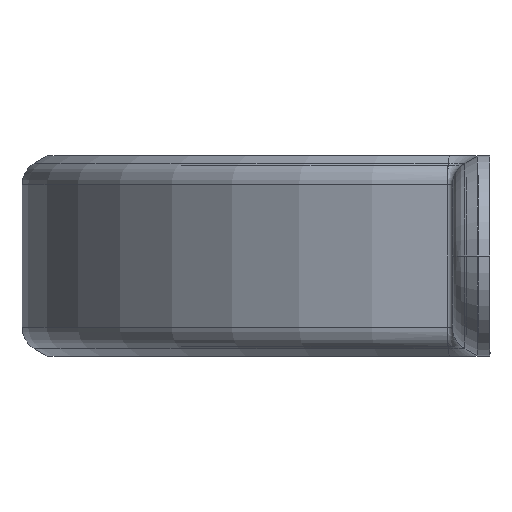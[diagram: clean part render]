
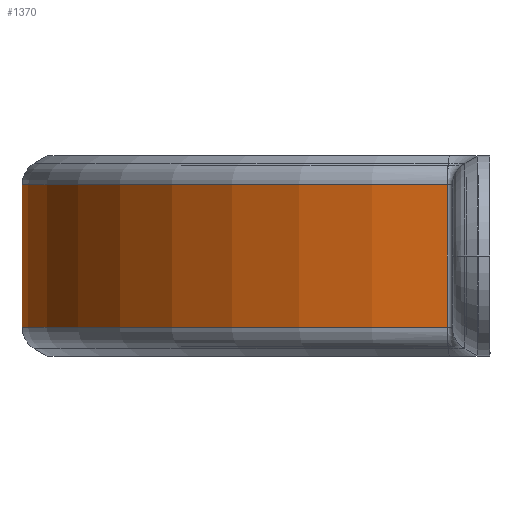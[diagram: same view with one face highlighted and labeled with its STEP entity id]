
A CAD part, left-side view. The second image highlights one B-rep face of the part: STEP entity #1370.
In plain terms, the highlighted cylindrical face has radius 73.928 mm (diameter 147.857 mm), a partial arc.
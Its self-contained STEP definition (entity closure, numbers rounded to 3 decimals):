
#30 = CARTESIAN_POINT ( 'NONE',  ( 0., 0., -11.381 ) ) ;
#31 = ORIENTED_EDGE ( 'NONE', *, *, #2837, .T. ) ;
#36 = DIRECTION ( 'NONE',  ( -1., 0., 0. ) ) ;
#60 = DIRECTION ( 'NONE',  ( 1., 0., 0. ) ) ;
#76 = DIRECTION ( 'NONE',  ( -1., 0., 0. ) ) ;
#97 = CARTESIAN_POINT ( 'NONE',  ( 73.691, 5.926, -11.381 ) ) ;
#106 = DIRECTION ( 'NONE',  ( -1., 0., 0. ) ) ;
#110 = DIRECTION ( 'NONE',  ( 0., 0., -1. ) ) ;
#224 = CARTESIAN_POINT ( 'NONE',  ( 0., 73.928, 11.381 ) ) ;
#231 = AXIS2_PLACEMENT_3D ( 'NONE', #1033, #2443, #106 ) ;
#280 = CARTESIAN_POINT ( 'NONE',  ( 0., 0., 11.381 ) ) ;
#318 = EDGE_CURVE ( 'NONE', #1819, #1416, #1320, .T. ) ;
#366 = DIRECTION ( 'NONE',  ( 0., 0., -1. ) ) ;
#561 = CARTESIAN_POINT ( 'NONE',  ( 73.691, 5.926, 16. ) ) ;
#625 = CIRCLE ( 'NONE', #2164, 73.928 ) ;
#670 = VECTOR ( 'NONE', #1527, 1000. ) ;
#717 = CIRCLE ( 'NONE', #1872, 73.928 ) ;
#775 = CIRCLE ( 'NONE', #231, 73.928 ) ;
#791 = ORIENTED_EDGE ( 'NONE', *, *, #1892, .T. ) ;
#862 = VERTEX_POINT ( 'NONE', #1534 ) ;
#941 = ORIENTED_EDGE ( 'NONE', *, *, #1638, .T. ) ;
#948 = CARTESIAN_POINT ( 'NONE',  ( -73.691, 5.926, -11.381 ) ) ;
#962 = AXIS2_PLACEMENT_3D ( 'NONE', #280, #1159, #60 ) ;
#1033 = CARTESIAN_POINT ( 'NONE',  ( 0., 0., -11.381 ) ) ;
#1034 = VERTEX_POINT ( 'NONE', #2627 ) ;
#1037 = DIRECTION ( 'NONE',  ( 1., 0., 0. ) ) ;
#1059 = VECTOR ( 'NONE', #366, 1000. ) ;
#1151 = CIRCLE ( 'NONE', #962, 73.928 ) ;
#1159 = DIRECTION ( 'NONE',  ( 0., 0., -1. ) ) ;
#1214 = ORIENTED_EDGE ( 'NONE', *, *, #2657, .T. ) ;
#1218 = ORIENTED_EDGE ( 'NONE', *, *, #1586, .T. ) ;
#1241 = CARTESIAN_POINT ( 'NONE',  ( 0., 0., 0. ) ) ;
#1284 = CARTESIAN_POINT ( 'NONE',  ( 0., 0., 11.381 ) ) ;
#1320 = LINE ( 'NONE', #2883, #670 ) ;
#1370 = ADVANCED_FACE ( 'NONE', ( #2327 ), #1439, .T. ) ;
#1416 = VERTEX_POINT ( 'NONE', #1930 ) ;
#1439 = CYLINDRICAL_SURFACE ( 'NONE', #2387, 73.928 ) ;
#1527 = DIRECTION ( 'NONE',  ( 0., 0., 1. ) ) ;
#1534 = CARTESIAN_POINT ( 'NONE',  ( 0., 73.928, -11.381 ) ) ;
#1586 = EDGE_CURVE ( 'NONE', #1034, #1961, #2881, .T. ) ;
#1638 = EDGE_CURVE ( 'NONE', #2569, #1034, #625, .T. ) ;
#1649 = DIRECTION ( 'NONE',  ( 0., 0., -1. ) ) ;
#1812 = EDGE_LOOP ( 'NONE', ( #1218, #1214, #31, #2553, #791, #941 ) ) ;
#1819 = VERTEX_POINT ( 'NONE', #948 ) ;
#1872 = AXIS2_PLACEMENT_3D ( 'NONE', #30, #2827, #76 ) ;
#1892 = EDGE_CURVE ( 'NONE', #1416, #2569, #1151, .T. ) ;
#1930 = CARTESIAN_POINT ( 'NONE',  ( -73.691, 5.926, 11.381 ) ) ;
#1961 = VERTEX_POINT ( 'NONE', #97 ) ;
#2164 = AXIS2_PLACEMENT_3D ( 'NONE', #1284, #110, #1037 ) ;
#2327 = FACE_OUTER_BOUND ( 'NONE', #1812, .T. ) ;
#2387 = AXIS2_PLACEMENT_3D ( 'NONE', #1241, #1649, #36 ) ;
#2443 = DIRECTION ( 'NONE',  ( 0., 0., 1. ) ) ;
#2553 = ORIENTED_EDGE ( 'NONE', *, *, #318, .T. ) ;
#2569 = VERTEX_POINT ( 'NONE', #224 ) ;
#2627 = CARTESIAN_POINT ( 'NONE',  ( 73.691, 5.926, 11.381 ) ) ;
#2657 = EDGE_CURVE ( 'NONE', #1961, #862, #717, .T. ) ;
#2827 = DIRECTION ( 'NONE',  ( 0., 0., 1. ) ) ;
#2837 = EDGE_CURVE ( 'NONE', #862, #1819, #775, .T. ) ;
#2881 = LINE ( 'NONE', #561, #1059 ) ;
#2883 = CARTESIAN_POINT ( 'NONE',  ( -73.691, 5.926, 16. ) ) ;
